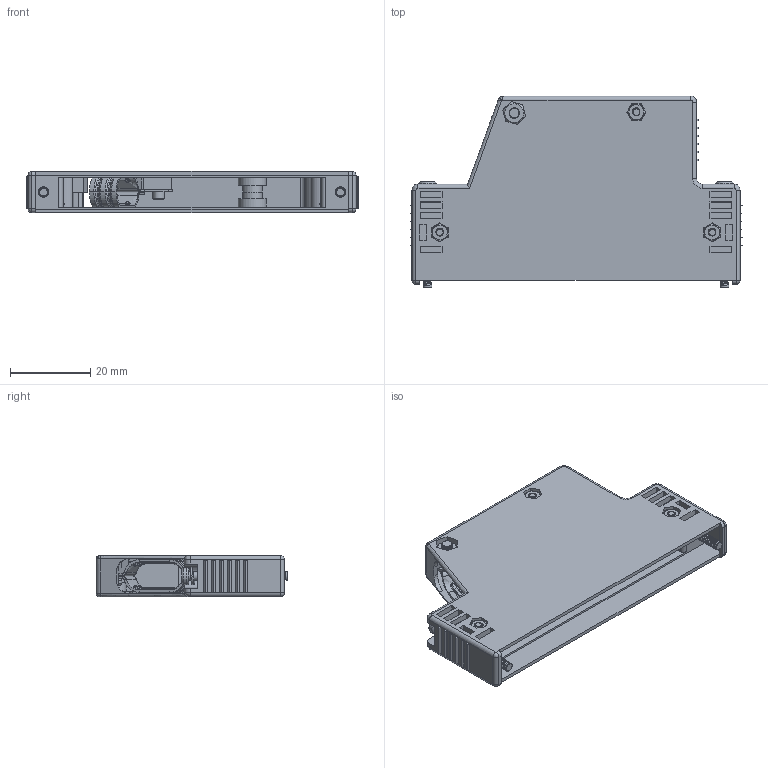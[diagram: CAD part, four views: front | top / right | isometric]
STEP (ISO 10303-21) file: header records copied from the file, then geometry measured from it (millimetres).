
FILE_DESCRIPTION( ('This file contains a STEP AP42 implementation' ,'as created by ZW3D STEP Interface translator.') ,'2;1' );
FILE_NAME( '6342-48FH00JBW01.stp' ,'231019.1127 5', (''), ('ZWCAD Software Co.'), 'Version 1.0', 'ZW3D to STEP translator', '' );
FILE_SCHEMA(('AUTOMOTIVE_DESIGN { 1 0 10303 214 1 1 1 1 }'));
Length unit declared in the file: millimetre
Products named in the file (2): 0; 6342-48FHSXJBWA01W
Bounding box: 82.88 x 47.9 x 10.35 mm (x, y, z)
Volume: 11551.5 mm3; surface area: 18158.5 mm2
Topology: 3 solids, 19 shells, 1124 faces, 2758 edges, 1731 vertices
Faces by surface type: plane 513, bspline 305, cylinder 278, cone 18, sphere 10
Full cylindrical faces by diameter (mm): 1.2 x4, 1.6 x5, 1.8 x2, 1.9 x47, 2.1 x2, 2.15 x3, 2.24 x54, 2.6 x6, 2.75 x1, 2.9 x1, 3 x3, 3.6 x3, 4.1 x3, 4.3 x1, 4.35 x2, 4.8 x2, 4.95 x3
Entity records: 49165 total; most frequent: CARTESIAN_POINT 23684, ORIENTED_EDGE 5514, DIRECTION 4472, EDGE_CURVE 2755, VERTEX_POINT 1731, VECTOR 1560, LINE 1560, AXIS2_PLACEMENT_3D 1456
